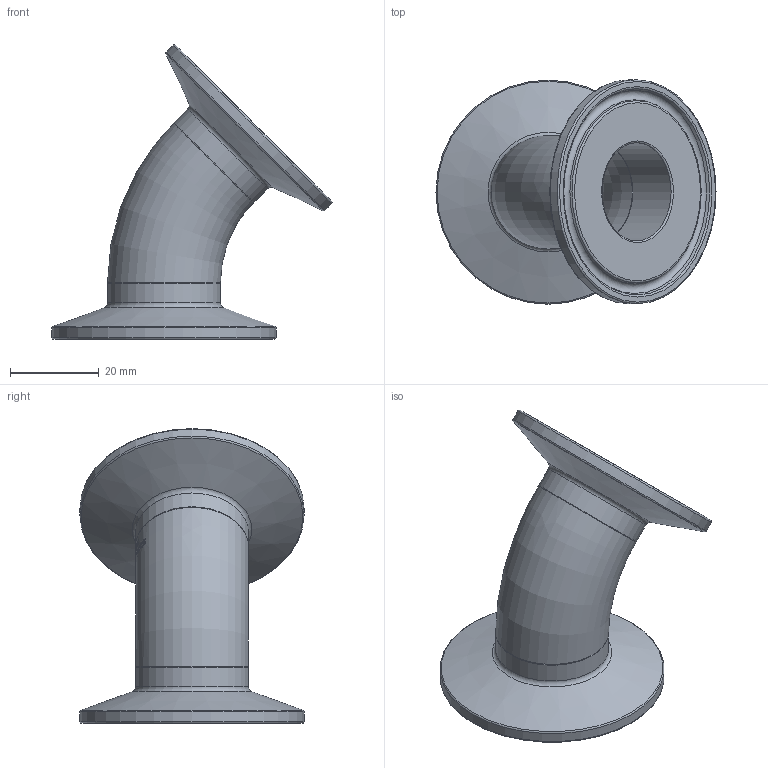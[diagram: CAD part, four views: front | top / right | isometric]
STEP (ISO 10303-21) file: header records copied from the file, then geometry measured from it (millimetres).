
FILE_DESCRIPTION(/* description */ (''),/* implementation_level */ '2;1');
FILE_NAME(/* name */ 'S2KMP-1.stp',/* time_stamp */ '2018-11-27T13:23:44-05:00',/* author */ ('ken'),/* organization */ (''),/* preprocessor_version */ 'ST-DEVELOPER v15.2',/* originating_system */ 'Autodesk Inventor 2014',/* authorisation */ '');
FILE_SCHEMA (('AUTOMOTIVE_DESIGN { 1 0 10303 214 3 1 1 }'));
Length unit declared in the file: inch
Products named in the file (1): S2KMP-1
Bounding box: 63 x 50.39 x 66.28 mm (x, y, z)
Volume: 20357.6 mm3; surface area: 14748.6 mm2
Topology: 1 solids, 1 shells, 362 faces, 948 edges, 624 vertices
Faces by surface type: bspline 155, plane 145, torus 50, cylinder 6, cone 6
Full cylindrical faces by diameter (mm): 22.098 x2, 25.4 x2, 50.394 x2
Entity records: 14034 total; most frequent: CARTESIAN_POINT 6723, ORIENTED_EDGE 1832, EDGE_CURVE 916, DIRECTION 788, VERTEX_POINT 624, B_SPLINE_CURVE_WITH_KNOTS 584, EDGE_LOOP 432, ADVANCED_FACE 362
